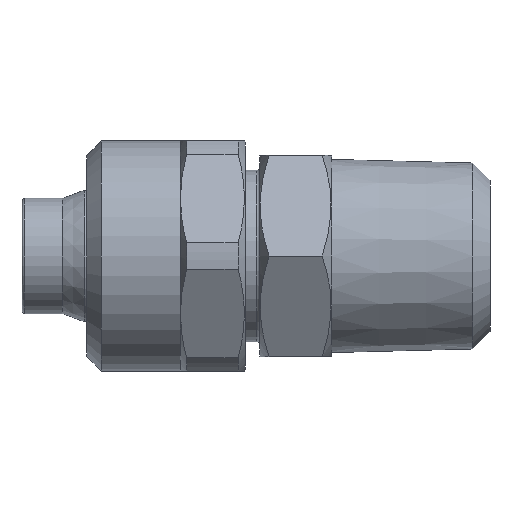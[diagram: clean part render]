
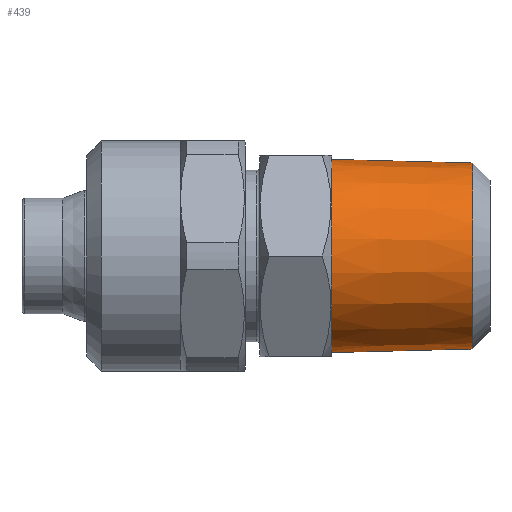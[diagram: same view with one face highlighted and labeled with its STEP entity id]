
A CAD part, left-side view. The second image highlights one B-rep face of the part: STEP entity #439.
In plain terms, the highlighted conical face has half-angle 1.47 degrees and reference radius 6.707 mm.
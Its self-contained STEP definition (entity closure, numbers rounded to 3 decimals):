
#4 = AXIS2_PLACEMENT_3D ( 'NONE', #1349, #1350, #1351 ) ;
#6 = CONICAL_SURFACE ( 'NONE', #4, 6.707, 0.026 ) ;
#95 = VECTOR ( 'NONE', #1802, 1000. ) ;
#103 = AXIS2_PLACEMENT_3D ( 'NONE', #1857, #1858, #1859 ) ;
#105 = AXIS2_PLACEMENT_3D ( 'NONE', #1854, #1855, #1856 ) ;
#106 = CIRCLE ( 'NONE', #105, 6.707 ) ;
#109 = CIRCLE ( 'NONE', #103, 6.455 ) ;
#130 = VECTOR ( 'NONE', #1794, 1000. ) ;
#227 = EDGE_LOOP ( 'NONE', ( #747, #748, #749, #746 ) ) ;
#362 = EDGE_CURVE ( 'NONE', #969, #1006, #1541, .T. ) ;
#365 = EDGE_CURVE ( 'NONE', #970, #1007, #1542, .T. ) ;
#382 = EDGE_CURVE ( 'NONE', #1006, #1007, #106, .T. ) ;
#383 = EDGE_CURVE ( 'NONE', #969, #970, #109, .T. ) ;
#439 = ADVANCED_FACE ( 'NONE', ( #1611 ), #6, .T. ) ;
#746 = ORIENTED_EDGE ( 'NONE', *, *, #382, .T. ) ;
#747 = ORIENTED_EDGE ( 'NONE', *, *, #365, .F. ) ;
#748 = ORIENTED_EDGE ( 'NONE', *, *, #383, .F. ) ;
#749 = ORIENTED_EDGE ( 'NONE', *, *, #362, .T. ) ;
#969 = VERTEX_POINT ( 'NONE', #1183 ) ;
#970 = VERTEX_POINT ( 'NONE', #1184 ) ;
#1006 = VERTEX_POINT ( 'NONE', #1200 ) ;
#1007 = VERTEX_POINT ( 'NONE', #1201 ) ;
#1183 = CARTESIAN_POINT ( 'NONE',  ( 0., 1.2, 6.455 ) ) ;
#1184 = CARTESIAN_POINT ( 'NONE',  ( 0., 1.2, -6.455 ) ) ;
#1200 = CARTESIAN_POINT ( 'NONE',  ( 0., 11., 6.707 ) ) ;
#1201 = CARTESIAN_POINT ( 'NONE',  ( 0., 11., -6.707 ) ) ;
#1349 = CARTESIAN_POINT ( 'NONE',  ( 0., 11., 0. ) ) ;
#1350 = DIRECTION ( 'NONE',  ( 0., 1., 0. ) ) ;
#1351 = DIRECTION ( 'NONE',  ( 0., 0., 1. ) ) ;
#1541 = LINE ( 'NONE', #1793, #130 ) ;
#1542 = LINE ( 'NONE', #1801, #95 ) ;
#1611 = FACE_OUTER_BOUND ( 'NONE', #227, .T. ) ;
#1793 = CARTESIAN_POINT ( 'NONE',  ( 0., 11., 6.707 ) ) ;
#1794 = DIRECTION ( 'NONE',  ( 0., 1., 0.026 ) ) ;
#1801 = CARTESIAN_POINT ( 'NONE',  ( 0., 11., -6.707 ) ) ;
#1802 = DIRECTION ( 'NONE',  ( 0., 1., -0.026 ) ) ;
#1854 = CARTESIAN_POINT ( 'NONE',  ( 0., 11., 0. ) ) ;
#1855 = DIRECTION ( 'NONE',  ( 0., -1., 0. ) ) ;
#1856 = DIRECTION ( 'NONE',  ( 0., 0., -1. ) ) ;
#1857 = CARTESIAN_POINT ( 'NONE',  ( 0., 1.2, 0. ) ) ;
#1858 = DIRECTION ( 'NONE',  ( 0., -1., 0. ) ) ;
#1859 = DIRECTION ( 'NONE',  ( 0., 0., -1. ) ) ;
